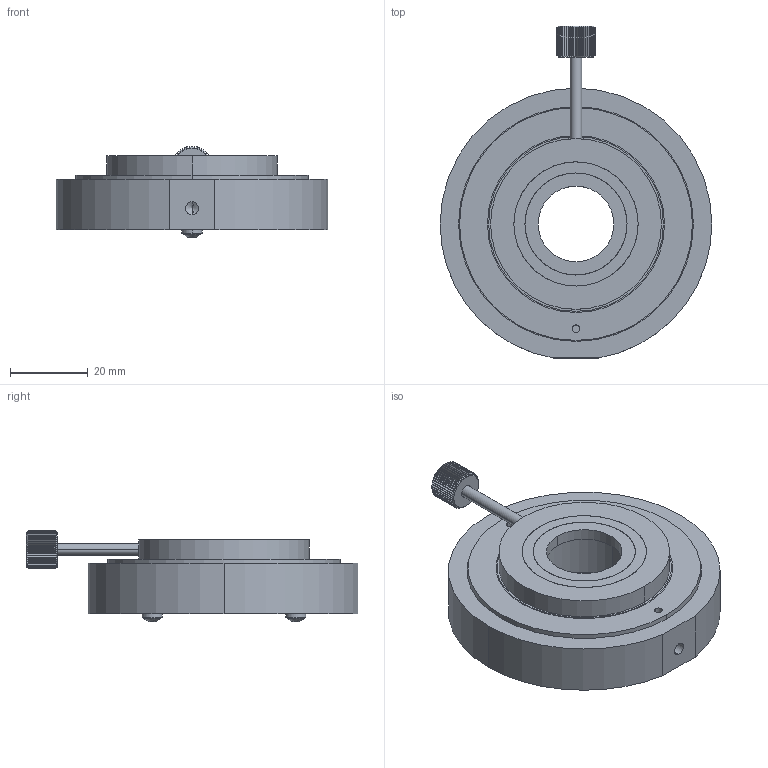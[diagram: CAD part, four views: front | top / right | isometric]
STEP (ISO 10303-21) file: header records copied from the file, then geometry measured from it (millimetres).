
FILE_DESCRIPTION (( 'STEP AP203' ), '1' );
FILE_NAME ('04PLM-3M.STEP', '2016-03-21T01:33:54', ( '' ), ( '' ), 'SwSTEP 2.0', 'SolidWorks 2016', '' );
FILE_SCHEMA (( 'CONFIG_CONTROL_DESIGN' ));
Products named in the file (1): 04PLM-3M
Bounding box: 70 x 85.5 x 23.63 mm (x, y, z)
Volume: 51710.7 mm3; surface area: 30238.6 mm2
Topology: 12 solids, 12 shells, 1590 faces, 4337 edges, 2873 vertices
Faces by surface type: plane 915, bspline 493, cylinder 144, cone 30, torus 4, sphere 4
Entity records: 80174 total; most frequent: CARTESIAN_POINT 43200, ORIENTED_EDGE 8646, DIRECTION 5853, EDGE_CURVE 4323, VERTEX_POINT 2873, LINE 2573, VECTOR 2573, EDGE_LOOP 1732
